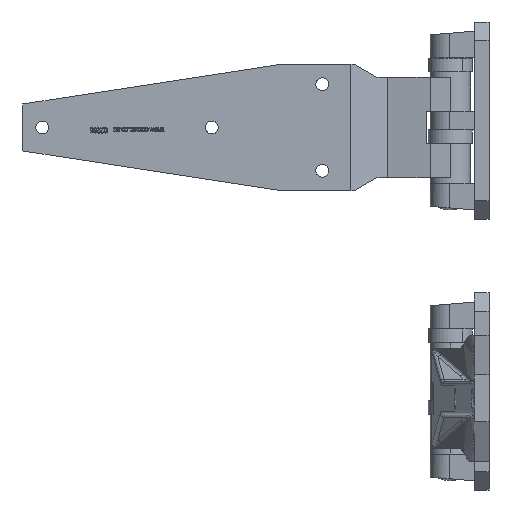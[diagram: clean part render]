
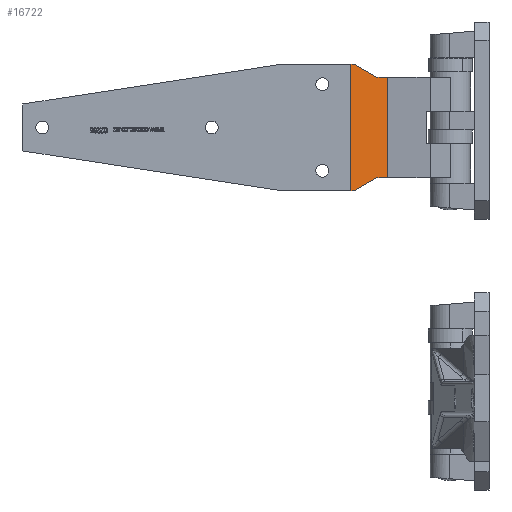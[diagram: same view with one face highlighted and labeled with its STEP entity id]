
A CAD part, left-side view. The second image highlights one B-rep face of the part: STEP entity #16722.
In plain terms, the highlighted face is planar.
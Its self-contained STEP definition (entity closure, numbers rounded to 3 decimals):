
#386 = EDGE_CURVE ( 'NONE', #20065, #5560, #863, .T. ) ;
#481 = CARTESIAN_POINT ( 'NONE',  ( 34., -8., 34.25 ) ) ;
#863 = LINE ( 'NONE', #10102, #19999 ) ;
#1774 = EDGE_CURVE ( 'NONE', #15888, #16734, #21079, .T. ) ;
#1791 = CARTESIAN_POINT ( 'NONE',  ( 14.893, 4.419, -12.826 ) ) ;
#2070 = CARTESIAN_POINT ( 'NONE',  ( 37.417, -10.221, 25.831 ) ) ;
#3472 = LINE ( 'NONE', #10230, #13741 ) ;
#4177 = EDGE_CURVE ( 'NONE', #20640, #20065, #5479, .T. ) ;
#4291 = FACE_OUTER_BOUND ( 'NONE', #20040, .T. ) ;
#4344 = ORIENTED_EDGE ( 'NONE', *, *, #14389, .T. ) ;
#4770 = ORIENTED_EDGE ( 'NONE', *, *, #386, .F. ) ;
#4946 = DIRECTION ( 'NONE',  ( 0.838, -0.545, 0. ) ) ;
#5060 = ORIENTED_EDGE ( 'NONE', *, *, #1774, .T. ) ;
#5255 = CARTESIAN_POINT ( 'NONE',  ( 52., -19.7, -34.25 ) ) ;
#5479 = LINE ( 'NONE', #481, #6586 ) ;
#5560 = VERTEX_POINT ( 'NONE', #6443 ) ;
#5812 = CARTESIAN_POINT ( 'NONE',  ( 34., -8., -27.25 ) ) ;
#5896 = ORIENTED_EDGE ( 'NONE', *, *, #19873, .T. ) ;
#6218 = VECTOR ( 'NONE', #12361, 1000. ) ;
#6443 = CARTESIAN_POINT ( 'NONE',  ( 54., -21., -34.25 ) ) ;
#6496 = ORIENTED_EDGE ( 'NONE', *, *, #4177, .F. ) ;
#6585 = DIRECTION ( 'NONE',  ( -0.838, 0.545, 0. ) ) ;
#6586 = VECTOR ( 'NONE', #9465, 1000. ) ;
#7720 = VERTEX_POINT ( 'NONE', #10567 ) ;
#8045 = CARTESIAN_POINT ( 'NONE',  ( 52., -19.7, 34.25 ) ) ;
#8240 = CARTESIAN_POINT ( 'NONE',  ( 34., -8., 34.25 ) ) ;
#9262 = ORIENTED_EDGE ( 'NONE', *, *, #13817, .T. ) ;
#9465 = DIRECTION ( 'NONE',  ( 0.838, -0.545, 0. ) ) ;
#9496 = ORIENTED_EDGE ( 'NONE', *, *, #18369, .T. ) ;
#10102 = CARTESIAN_POINT ( 'NONE',  ( 54., -21., 34.25 ) ) ;
#10230 = CARTESIAN_POINT ( 'NONE',  ( 34., -8., -34.25 ) ) ;
#10414 = LINE ( 'NONE', #12960, #16251 ) ;
#10567 = CARTESIAN_POINT ( 'NONE',  ( 34., -8., 27.25 ) ) ;
#10729 = LINE ( 'NONE', #2070, #14046 ) ;
#11130 = CARTESIAN_POINT ( 'NONE',  ( 39.876, -11.819, 27.25 ) ) ;
#12245 = DIRECTION ( 'NONE',  ( 0.838, -0.545, 0. ) ) ;
#12261 = VERTEX_POINT ( 'NONE', #5255 ) ;
#12361 = DIRECTION ( 'NONE',  ( -0.838, 0.545, 0. ) ) ;
#12960 = CARTESIAN_POINT ( 'NONE',  ( 34., -8., 34.25 ) ) ;
#13717 = CARTESIAN_POINT ( 'NONE',  ( 54., -21., 34.25 ) ) ;
#13741 = VECTOR ( 'NONE', #4946, 1000. ) ;
#13817 = EDGE_CURVE ( 'NONE', #12261, #5560, #3472, .T. ) ;
#13876 = CARTESIAN_POINT ( 'NONE',  ( 34., -8., -27.25 ) ) ;
#14046 = VECTOR ( 'NONE', #19834, 1000. ) ;
#14283 = CARTESIAN_POINT ( 'NONE',  ( 34., -8., 27.25 ) ) ;
#14389 = EDGE_CURVE ( 'NONE', #16301, #7720, #16792, .T. ) ;
#14423 = DIRECTION ( 'NONE',  ( 0., 0., -1. ) ) ;
#15042 = ORIENTED_EDGE ( 'NONE', *, *, #16801, .T. ) ;
#15667 = DIRECTION ( 'NONE',  ( 0.755, -0.491, -0.436 ) ) ;
#15888 = VERTEX_POINT ( 'NONE', #5812 ) ;
#16251 = VECTOR ( 'NONE', #14423, 1000. ) ;
#16301 = VERTEX_POINT ( 'NONE', #11130 ) ;
#16722 = ADVANCED_FACE ( 'NONE', ( #4291 ), #18861, .F. ) ;
#16734 = VERTEX_POINT ( 'NONE', #18935 ) ;
#16792 = LINE ( 'NONE', #14283, #6218 ) ;
#16799 = VECTOR ( 'NONE', #15667, 1000. ) ;
#16801 = EDGE_CURVE ( 'NONE', #16734, #12261, #17923, .T. ) ;
#17923 = LINE ( 'NONE', #1791, #16799 ) ;
#18369 = EDGE_CURVE ( 'NONE', #20640, #16301, #10729, .T. ) ;
#18861 = PLANE ( 'NONE',  #22435 ) ;
#18935 = CARTESIAN_POINT ( 'NONE',  ( 39.876, -11.819, -27.25 ) ) ;
#19032 = DIRECTION ( 'NONE',  ( 0., 0., -1. ) ) ;
#19834 = DIRECTION ( 'NONE',  ( -0.755, 0.491, -0.436 ) ) ;
#19873 = EDGE_CURVE ( 'NONE', #7720, #15888, #10414, .T. ) ;
#19999 = VECTOR ( 'NONE', #19032, 1000. ) ;
#20040 = EDGE_LOOP ( 'NONE', ( #5060, #15042, #9262, #4770, #6496, #9496, #4344, #5896 ) ) ;
#20065 = VERTEX_POINT ( 'NONE', #13717 ) ;
#20640 = VERTEX_POINT ( 'NONE', #8045 ) ;
#20710 = DIRECTION ( 'NONE',  ( 0.545, 0.838, 0. ) ) ;
#21079 = LINE ( 'NONE', #13876, #23020 ) ;
#22435 = AXIS2_PLACEMENT_3D ( 'NONE', #8240, #20710, #6585 ) ;
#23020 = VECTOR ( 'NONE', #12245, 1000. ) ;
